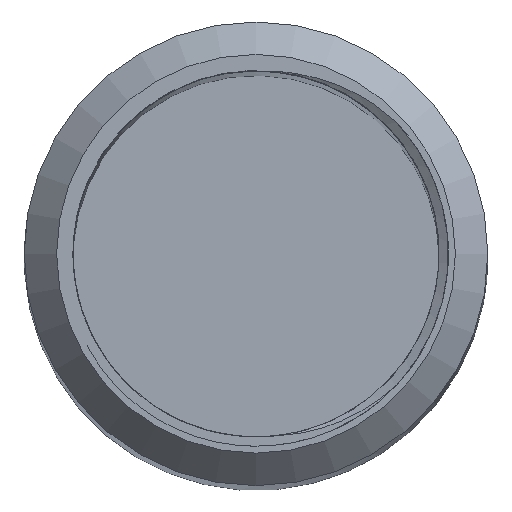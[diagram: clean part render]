
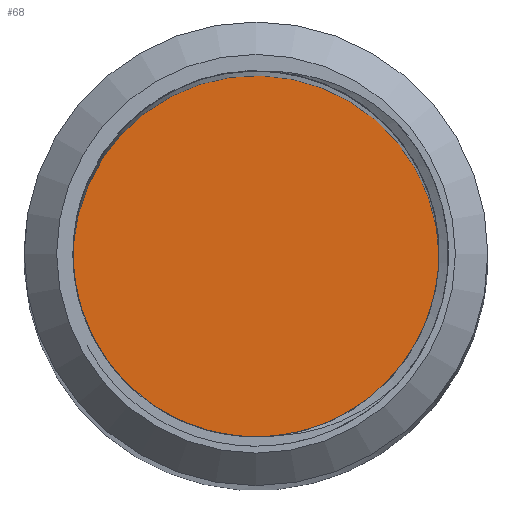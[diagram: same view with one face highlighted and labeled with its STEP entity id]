
A CAD part, top view. The second image highlights one B-rep face of the part: STEP entity #68.
In plain terms, the highlighted planar face has unit normal (0, 0, 1).
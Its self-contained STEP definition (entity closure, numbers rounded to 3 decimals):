
#54=PLANE('',#270);
#57=FACE_OUTER_BOUND('',#104,.T.);
#68=ADVANCED_FACE('',(#57),#54,.T.);
#104=EDGE_LOOP('',(#132));
#132=ORIENTED_EDGE('',*,*,#179,.T.);
#163=VERTEX_POINT('',#1178);
#179=EDGE_CURVE('',#163,#163,#224,.T.);
#224=CIRCLE('',#265,3.95);
#265=AXIS2_PLACEMENT_3D('',#1177,#301,#302);
#270=AXIS2_PLACEMENT_3D('',#1206,#311,#312);
#301=DIRECTION('',(0.,0.,1.));
#302=DIRECTION('',(1.,0.,0.));
#311=DIRECTION('',(0.,0.,1.));
#312=DIRECTION('',(1.,0.,0.));
#1177=CARTESIAN_POINT('',(0.,0.,16.));
#1178=CARTESIAN_POINT('',(3.95,0.,16.));
#1206=CARTESIAN_POINT('',(0.,0.,16.));
